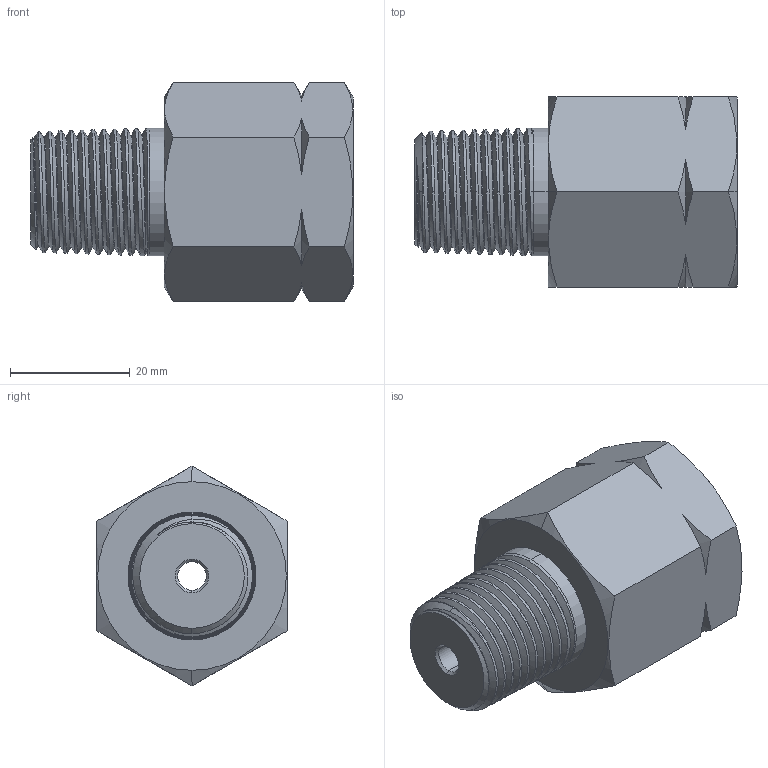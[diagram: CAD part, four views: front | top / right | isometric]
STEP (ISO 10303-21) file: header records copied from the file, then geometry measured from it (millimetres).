
FILE_DESCRIPTION (( 'STEP AP203' ), '1' );
FILE_NAME ('AD-590FBR-8MNPT.STEP', '2025-08-04T20:02:31', ( '' ), ( '' ), 'SwSTEP 2.0', 'SolidWorks 2018', '' );
FILE_SCHEMA (( 'CONFIG_CONTROL_DESIGN' ));
Length unit declared in the file: inch
Products named in the file (1): AD-590FBR-8MNPT
Bounding box: 53.85 x 31.75 x 36.66 mm (x, y, z)
Volume: 25135 mm3; surface area: 9830.7 mm2
Topology: 1 solids, 1 shells, 130 faces, 345 edges, 224 vertices
Faces by surface type: cone 52, bspline 32, plane 24, cylinder 22
Entity records: 16272 total; most frequent: CARTESIAN_POINT 13388, ORIENTED_EDGE 690, DIRECTION 397, EDGE_CURVE 345, VERTEX_POINT 224, B_SPLINE_CURVE_WITH_KNOTS 182, EDGE_LOOP 139, AXIS2_PLACEMENT_3D 135
